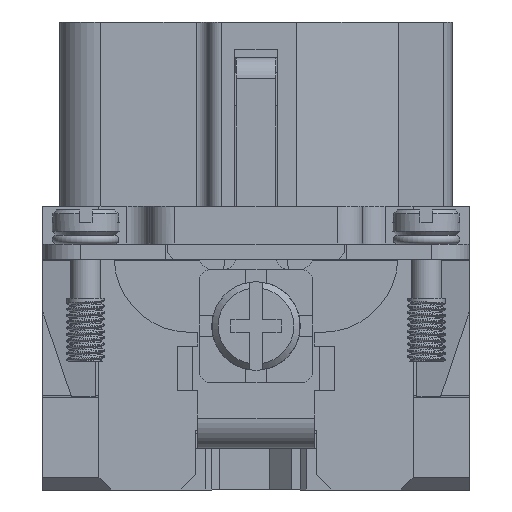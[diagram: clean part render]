
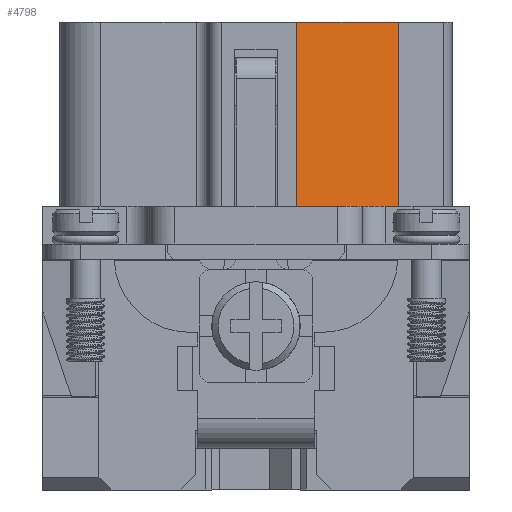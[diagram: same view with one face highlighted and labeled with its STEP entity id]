
A CAD part, left-side view. The second image highlights one B-rep face of the part: STEP entity #4798.
In plain terms, the highlighted planar face has unit normal (-0.796, -0.605, 0).
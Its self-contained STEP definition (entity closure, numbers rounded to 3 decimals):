
#4798=ADVANCED_FACE('',(#8732),#7138,.F.);
#7138=PLANE('',#49961);
#8732=FACE_OUTER_BOUND('',#11470,.T.);
#11470=EDGE_LOOP('',(#17704,#17705,#17706,#17707));
#17704=ORIENTED_EDGE('',*,*,#32766,.T.);
#17705=ORIENTED_EDGE('',*,*,#32828,.F.);
#17706=ORIENTED_EDGE('',*,*,#32583,.T.);
#17707=ORIENTED_EDGE('',*,*,#32778,.T.);
#27817=VERTEX_POINT('',#65404);
#27818=VERTEX_POINT('',#65406);
#27990=VERTEX_POINT('',#65766);
#27991=VERTEX_POINT('',#65768);
#32583=EDGE_CURVE('',#27818,#27817,#39555,.T.);
#32766=EDGE_CURVE('',#27991,#27990,#39678,.T.);
#32778=EDGE_CURVE('',#27817,#27991,#39685,.T.);
#32828=EDGE_CURVE('',#27818,#27990,#39735,.T.);
#39555=LINE('',#65405,#44304);
#39678=LINE('',#65767,#44427);
#39685=LINE('',#65791,#44434);
#39735=LINE('',#65887,#44484);
#44304=VECTOR('',#53008,1.);
#44427=VECTOR('',#53263,1.);
#44434=VECTOR('',#53282,1.);
#44484=VECTOR('',#53346,1.);
#49961=AXIS2_PLACEMENT_3D('',#69393,#56788,#56789);
#53008=DIRECTION('',(0.605,-0.796,0.));
#53263=DIRECTION('',(-0.605,0.796,0.));
#53282=DIRECTION('',(0.,0.,1.));
#53346=DIRECTION('',(0.,0.,1.));
#56788=DIRECTION('',(0.796,0.605,0.));
#56789=DIRECTION('',(0.605,-0.796,0.));
#65404=CARTESIAN_POINT('',(49.488,18.258,-68.6));
#65405=CARTESIAN_POINT('',(43.704,25.871,-68.6));
#65406=CARTESIAN_POINT('',(43.386,26.29,-68.6));
#65766=CARTESIAN_POINT('',(43.386,26.29,-54.));
#65767=CARTESIAN_POINT('',(45.726,23.209,-54.));
#65768=CARTESIAN_POINT('',(49.488,18.258,-54.));
#65791=CARTESIAN_POINT('',(49.488,18.258,-53.6));
#65887=CARTESIAN_POINT('',(43.386,26.29,-53.6));
#69393=CARTESIAN_POINT('',(43.704,25.871,-53.6));
